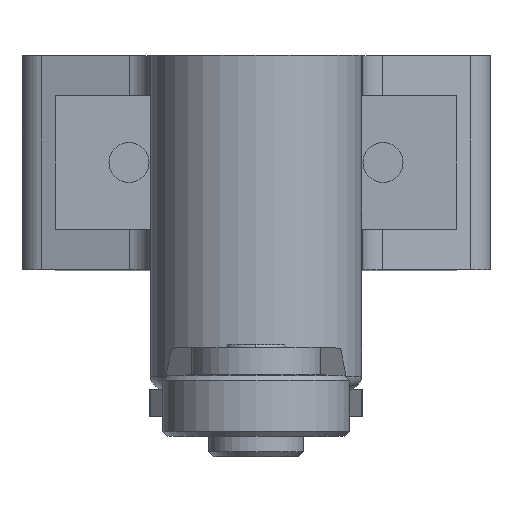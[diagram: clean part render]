
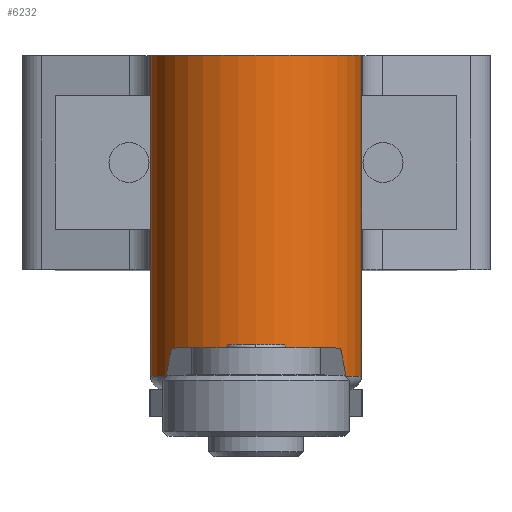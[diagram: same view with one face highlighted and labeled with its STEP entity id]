
A CAD part, top view. The second image highlights one B-rep face of the part: STEP entity #6232.
In plain terms, the highlighted cylindrical face has radius 7.9 mm (diameter 15.8 mm), a partial arc.
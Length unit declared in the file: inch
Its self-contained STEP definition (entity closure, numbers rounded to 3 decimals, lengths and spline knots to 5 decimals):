
#27 = EDGE_CURVE ( 'NONE', #7229, #5635, #3675, .T. ) ;
#481 = AXIS2_PLACEMENT_3D ( 'NONE', #6056, #1025, #5185 ) ;
#1025 = DIRECTION ( 'NONE',  ( 0., 1., 0. ) ) ;
#1105 = LINE ( 'NONE', #3210, #3066 ) ;
#1133 = LINE ( 'NONE', #6112, #4590 ) ;
#1374 = CARTESIAN_POINT ( 'NONE',  ( 0.9089, 2.02241, 0.70866 ) ) ;
#1375 = CARTESIAN_POINT ( 'NONE',  ( 0.9089, 2.02241, 0.70866 ) ) ;
#1513 = DIRECTION ( 'NONE',  ( 0., 0., -1. ) ) ;
#1662 = ORIENTED_EDGE ( 'NONE', *, *, #4603, .T. ) ;
#1802 = CARTESIAN_POINT ( 'NONE',  ( 1.21992, 2.02241, 0.70866 ) ) ;
#2129 = VECTOR ( 'NONE', #2859, 39.37008 ) ;
#2221 = ORIENTED_EDGE ( 'NONE', *, *, #3418, .T. ) ;
#2526 = CARTESIAN_POINT ( 'NONE',  ( 0.59788, 2.02241, 0.70866 ) ) ;
#2846 = DIRECTION ( 'NONE',  ( 0., -1., 0. ) ) ;
#2859 = DIRECTION ( 'NONE',  ( 0., 1., 0. ) ) ;
#2867 = VERTEX_POINT ( 'NONE', #7885 ) ;
#2972 = ORIENTED_EDGE ( 'NONE', *, *, #27, .T. ) ;
#3066 = VECTOR ( 'NONE', #7662, 39.37008 ) ;
#3210 = CARTESIAN_POINT ( 'NONE',  ( 0.59788, 2.02241, 0.70866 ) ) ;
#3327 = DIRECTION ( 'NONE',  ( 0., 1., 0. ) ) ;
#3418 = EDGE_CURVE ( 'NONE', #7871, #5895, #9441, .T. ) ;
#3597 = EDGE_CURVE ( 'NONE', #2867, #7229, #9033, .T. ) ;
#3675 = CIRCLE ( 'NONE', #481, 0.31102 ) ;
#3762 = AXIS2_PLACEMENT_3D ( 'NONE', #1375, #2846, #8063 ) ;
#4385 = FACE_OUTER_BOUND ( 'NONE', #9112, .T. ) ;
#4590 = VECTOR ( 'NONE', #3327, 39.37008 ) ;
#4603 = EDGE_CURVE ( 'NONE', #5635, #6149, #1133, .T. ) ;
#4774 = DIRECTION ( 'NONE',  ( 0., -1., 0. ) ) ;
#5185 = DIRECTION ( 'NONE',  ( 0., 0., -1. ) ) ;
#5635 = VERTEX_POINT ( 'NONE', #6474 ) ;
#5895 = VERTEX_POINT ( 'NONE', #8383 ) ;
#6056 = CARTESIAN_POINT ( 'NONE',  ( 0.9089, 1.07753, 0.70866 ) ) ;
#6112 = CARTESIAN_POINT ( 'NONE',  ( 1.21992, 2.02241, 0.70866 ) ) ;
#6149 = VERTEX_POINT ( 'NONE', #7086 ) ;
#6232 = ADVANCED_FACE ( 'NONE', ( #4385 ), #7925, .T. ) ;
#6474 = CARTESIAN_POINT ( 'NONE',  ( 1.21992, 1.07753, 0.70866 ) ) ;
#6707 = VECTOR ( 'NONE', #4774, 39.37008 ) ;
#6865 = AXIS2_PLACEMENT_3D ( 'NONE', #1374, #8062, #1513 ) ;
#7009 = EDGE_CURVE ( 'NONE', #6149, #7871, #8029, .T. ) ;
#7086 = CARTESIAN_POINT ( 'NONE',  ( 1.21992, 1.39249, 0.70866 ) ) ;
#7088 = CARTESIAN_POINT ( 'NONE',  ( 0.59788, 1.07753, 0.70866 ) ) ;
#7229 = VERTEX_POINT ( 'NONE', #7088 ) ;
#7662 = DIRECTION ( 'NONE',  ( 0., -1., 0. ) ) ;
#7871 = VERTEX_POINT ( 'NONE', #1802 ) ;
#7885 = CARTESIAN_POINT ( 'NONE',  ( 0.59788, 1.39249, 0.70866 ) ) ;
#7925 = CYLINDRICAL_SURFACE ( 'NONE', #3762, 0.31102 ) ;
#8029 = LINE ( 'NONE', #9426, #2129 ) ;
#8062 = DIRECTION ( 'NONE',  ( 0., -1., 0. ) ) ;
#8063 = DIRECTION ( 'NONE',  ( 0., 0., -1. ) ) ;
#8086 = ORIENTED_EDGE ( 'NONE', *, *, #7009, .T. ) ;
#8224 = ORIENTED_EDGE ( 'NONE', *, *, #3597, .T. ) ;
#8383 = CARTESIAN_POINT ( 'NONE',  ( 0.59788, 2.02241, 0.70866 ) ) ;
#8692 = EDGE_CURVE ( 'NONE', #5895, #2867, #1105, .T. ) ;
#9033 = LINE ( 'NONE', #2526, #6707 ) ;
#9112 = EDGE_LOOP ( 'NONE', ( #8086, #2221, #9383, #8224, #2972, #1662 ) ) ;
#9383 = ORIENTED_EDGE ( 'NONE', *, *, #8692, .T. ) ;
#9426 = CARTESIAN_POINT ( 'NONE',  ( 1.21992, 2.02241, 0.70866 ) ) ;
#9441 = CIRCLE ( 'NONE', #6865, 0.31102 ) ;
